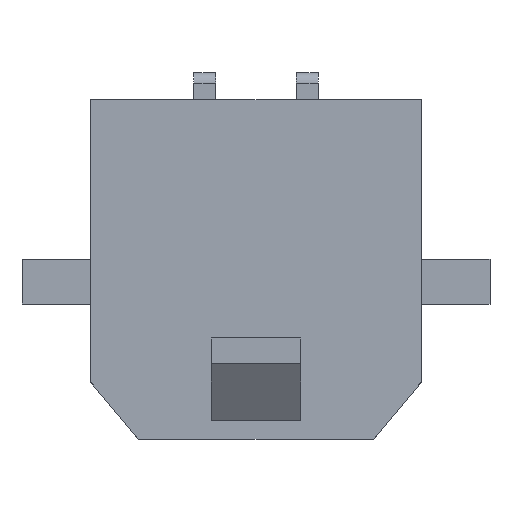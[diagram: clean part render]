
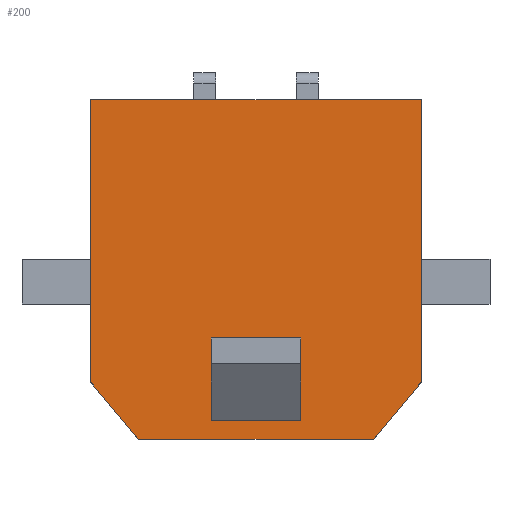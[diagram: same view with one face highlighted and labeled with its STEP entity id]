
A CAD part, top view. The second image highlights one B-rep face of the part: STEP entity #200.
In plain terms, the highlighted planar face has unit normal (0, 0, 1).
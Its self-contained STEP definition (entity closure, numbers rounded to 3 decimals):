
#200=ADVANCED_FACE('',(#417,#418),#318,.T.);
#318=PLANE('',#2261);
#417=FACE_BOUND('',#438,.T.);
#418=FACE_BOUND('',#439,.T.);
#438=EDGE_LOOP('',(#661,#662,#663,#664,#665,#666));
#439=EDGE_LOOP('',(#667,#668,#669,#670));
#661=ORIENTED_EDGE('',*,*,#1459,.F.);
#662=ORIENTED_EDGE('',*,*,#1442,.F.);
#663=ORIENTED_EDGE('',*,*,#1474,.T.);
#664=ORIENTED_EDGE('',*,*,#1451,.T.);
#665=ORIENTED_EDGE('',*,*,#1456,.F.);
#666=ORIENTED_EDGE('',*,*,#1469,.F.);
#667=ORIENTED_EDGE('',*,*,#1475,.T.);
#668=ORIENTED_EDGE('',*,*,#1476,.T.);
#669=ORIENTED_EDGE('',*,*,#1477,.F.);
#670=ORIENTED_EDGE('',*,*,#1478,.F.);
#1234=VERTEX_POINT('',#3114);
#1235=VERTEX_POINT('',#3116);
#1243=VERTEX_POINT('',#3133);
#1244=VERTEX_POINT('',#3135);
#1247=VERTEX_POINT('',#3143);
#1248=VERTEX_POINT('',#3147);
#1261=VERTEX_POINT('',#3180);
#1262=VERTEX_POINT('',#3181);
#1263=VERTEX_POINT('',#3183);
#1264=VERTEX_POINT('',#3185);
#1442=EDGE_CURVE('',#1234,#1235,#1753,.T.);
#1451=EDGE_CURVE('',#1244,#1243,#1762,.T.);
#1456=EDGE_CURVE('',#1247,#1243,#1767,.T.);
#1459=EDGE_CURVE('',#1235,#1248,#1770,.T.);
#1469=EDGE_CURVE('',#1248,#1247,#1780,.T.);
#1474=EDGE_CURVE('',#1234,#1244,#1785,.T.);
#1475=EDGE_CURVE('',#1261,#1262,#1786,.T.);
#1476=EDGE_CURVE('',#1262,#1263,#1787,.T.);
#1477=EDGE_CURVE('',#1264,#1263,#1788,.T.);
#1478=EDGE_CURVE('',#1261,#1264,#1789,.T.);
#1753=LINE('',#3115,#2036);
#1762=LINE('',#3134,#2045);
#1767=LINE('',#3144,#2050);
#1770=LINE('',#3150,#2053);
#1780=LINE('',#3170,#2063);
#1785=LINE('',#3178,#2068);
#1786=LINE('',#3179,#2069);
#1787=LINE('',#3182,#2070);
#1788=LINE('',#3184,#2071);
#1789=LINE('',#3186,#2072);
#2036=VECTOR('',#2480,1.);
#2045=VECTOR('',#2491,1.);
#2050=VECTOR('',#2498,1.);
#2053=VECTOR('',#2503,1.);
#2063=VECTOR('',#2515,1.);
#2068=VECTOR('',#2522,1.);
#2069=VECTOR('',#2523,1.);
#2070=VECTOR('',#2524,1.);
#2071=VECTOR('',#2525,1.);
#2072=VECTOR('',#2526,1.);
#2261=AXIS2_PLACEMENT_3D('',#3187,#2527,#2528);
#2480=DIRECTION('',(0.,-1.,0.));
#2491=DIRECTION('',(0.,-1.,0.));
#2498=DIRECTION('',(-0.643,0.766,0.));
#2503=DIRECTION('',(-0.643,-0.766,0.));
#2515=DIRECTION('',(-1.,0.,0.));
#2522=DIRECTION('',(-1.,0.,0.));
#2523=DIRECTION('',(-1.,0.,0.));
#2524=DIRECTION('',(0.,1.,0.));
#2525=DIRECTION('',(-1.,0.,0.));
#2526=DIRECTION('',(0.,1.,0.));
#2527=DIRECTION('',(0.,0.,1.));
#2528=DIRECTION('',(1.,0.,0.));
#3114=CARTESIAN_POINT('',(4.825,9.9,3.86));
#3115=CARTESIAN_POINT('',(4.825,9.9,3.86));
#3116=CARTESIAN_POINT('',(4.825,1.668,3.86));
#3133=CARTESIAN_POINT('',(-4.825,1.668,3.86));
#3134=CARTESIAN_POINT('',(-4.825,9.9,3.86));
#3135=CARTESIAN_POINT('',(-4.825,9.9,3.86));
#3143=CARTESIAN_POINT('',(-3.425,0.,3.86));
#3144=CARTESIAN_POINT('',(-3.425,0.,3.86));
#3147=CARTESIAN_POINT('',(3.425,0.,3.86));
#3150=CARTESIAN_POINT('',(4.825,1.668,3.86));
#3170=CARTESIAN_POINT('',(4.825,0.,3.86));
#3178=CARTESIAN_POINT('',(4.825,9.9,3.86));
#3179=CARTESIAN_POINT('',(1.3,0.54,3.86));
#3180=CARTESIAN_POINT('',(1.3,0.54,3.86));
#3181=CARTESIAN_POINT('',(-1.3,0.54,3.86));
#3182=CARTESIAN_POINT('',(-1.3,0.54,3.86));
#3183=CARTESIAN_POINT('',(-1.3,2.95,3.86));
#3184=CARTESIAN_POINT('',(1.3,2.95,3.86));
#3185=CARTESIAN_POINT('',(1.3,2.95,3.86));
#3186=CARTESIAN_POINT('',(1.3,0.54,3.86));
#3187=CARTESIAN_POINT('',(4.825,9.9,3.86));
